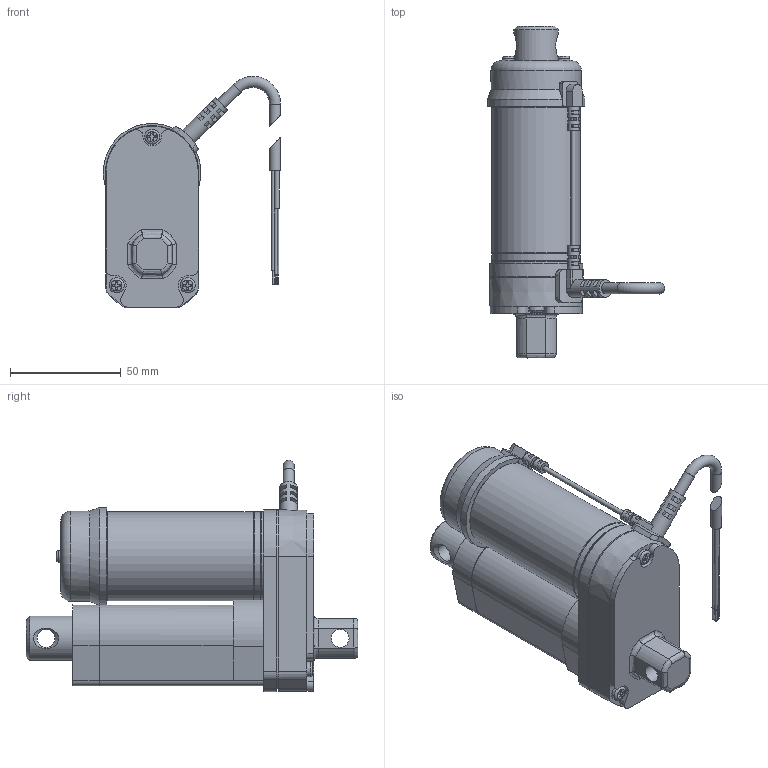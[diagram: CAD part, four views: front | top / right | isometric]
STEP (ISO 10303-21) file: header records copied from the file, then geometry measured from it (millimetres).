
FILE_DESCRIPTION(/* description */ ('Unknown'),/* implementation_level */ '2;1');
FILE_NAME(/* name */ 'DLA-X-X-A-25-HS2-IP65',/* time_stamp */ '2019-04-05T08:58:44+02:00',/* author */ ('Unknown'),/* organization */ ('Unknown'),/* preprocessor_version */ 'ST-DEVELOPER v16.7',/* originating_system */ 'DEX',/* authorisation */ $);
FILE_SCHEMA (('AUTOMOTIVE_DESIGN {1 0 10303 214 3 1 1}'));
Length unit declared in the file: millimetre
Products named in the file (3): DLA-X-X-A-25-HS2-IP65; DLA-X-X-A-25-HS2-IP65-1; DLA-X-X-A-25-HS2-IP65-2
Assembly tree (2 placements, depth 2):
  DLA-X-X-A-25-HS2-IP65
    DLA-X-X-A-25-HS2-IP65-1
    DLA-X-X-A-25-HS2-IP65-2
Bounding box: 79.85 x 149.6 x 104.19 mm (x, y, z)
Volume: 280890.9 mm3; surface area: 51773.9 mm2
Topology: 3 solids, 3 shells, 430 faces, 1090 edges, 717 vertices
Faces by surface type: plane 283, cylinder 114, bspline 16, cone 10, torus 7
Full cylindrical faces by diameter (mm): 0.4 x4, 0.55 x4, 1 x2, 1.5 x2, 2 x1, 2.2 x1, 5 x3, 5.2 x2, 5.25 x2, 6.8 x3, 8 x3, 20 x2, 39 x3, 40 x3, 40.7 x1
Entity records: 13662 total; most frequent: CARTESIAN_POINT 3565, DIRECTION 2037, ORIENTED_EDGE 2014, EDGE_CURVE 1007, AXIS2_PLACEMENT_3D 711, VERTEX_POINT 686, LINE 615, VECTOR 615
